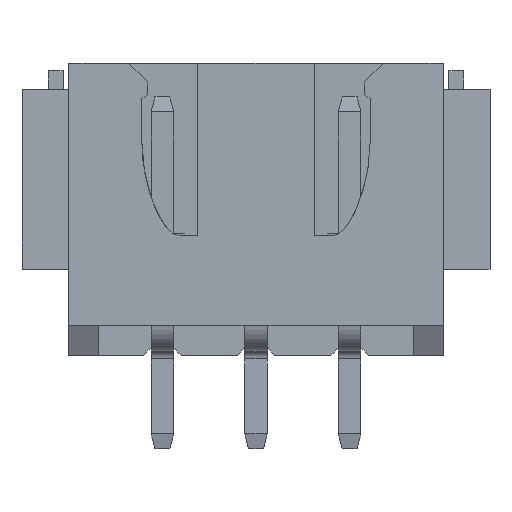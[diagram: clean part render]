
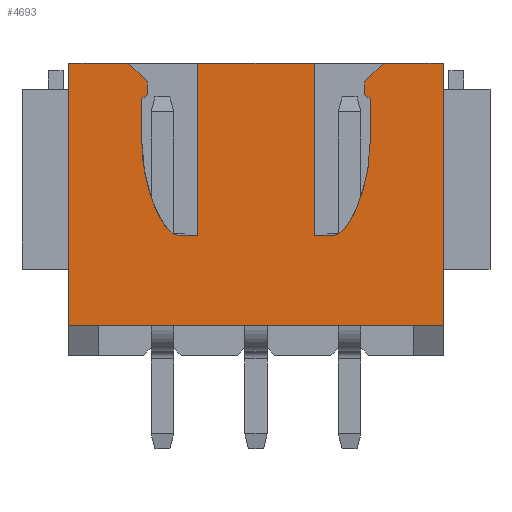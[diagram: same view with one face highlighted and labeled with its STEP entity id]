
A CAD part, left-side view. The second image highlights one B-rep face of the part: STEP entity #4693.
In plain terms, the highlighted planar face has unit normal (-1, 0, 0).
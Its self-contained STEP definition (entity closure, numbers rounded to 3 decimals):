
#1026=CARTESIAN_POINT('',(-2.25,2.05,3.2));
#1027=CARTESIAN_POINT('',(-2.25,2.086,3.2));
#1028=CARTESIAN_POINT('',(-2.25,2.145,3.215));
#1029=CARTESIAN_POINT('',(-2.25,2.241,3.264));
#1030=CARTESIAN_POINT('',(-2.25,2.338,3.349));
#1031=CARTESIAN_POINT('',(-2.25,2.438,3.468));
#1032=CARTESIAN_POINT('',(-2.25,2.554,3.644));
#1033=CARTESIAN_POINT('',(-2.25,2.677,3.885));
#1034=CARTESIAN_POINT('',(-2.25,2.799,4.201));
#1035=CARTESIAN_POINT('',(-2.25,2.9,4.538));
#1036=CARTESIAN_POINT('',(-2.25,3.004,5.017));
#1037=CARTESIAN_POINT('',(-2.25,3.05,5.408));
#1038=CARTESIAN_POINT('',(-2.25,3.05,5.7));
#1115=DIRECTION('',(0.,-1.,0.));
#1116=VECTOR('',#1115,3.1);
#1117=CARTESIAN_POINT('',(-2.25,1.55,7.8));
#1118=LINE('',#1117,#1116);
#1131=DIRECTION('',(0.,-1.,0.));
#1132=VECTOR('',#1131,1.6);
#1133=CARTESIAN_POINT('',(-2.25,-3.4,7.8));
#1134=LINE('',#1133,#1132);
#1139=DIRECTION('',(0.,-1.,0.));
#1140=VECTOR('',#1139,1.6);
#1141=CARTESIAN_POINT('',(-2.25,5.,7.8));
#1142=LINE('',#1141,#1140);
#1277=CARTESIAN_POINT('',(-2.25,-3.05,5.7));
#1278=CARTESIAN_POINT('',(-2.25,-3.05,5.408));
#1279=CARTESIAN_POINT('',(-2.25,-3.004,5.017));
#1280=CARTESIAN_POINT('',(-2.25,-2.9,4.538));
#1281=CARTESIAN_POINT('',(-2.25,-2.799,4.201));
#1282=CARTESIAN_POINT('',(-2.25,-2.677,3.885));
#1283=CARTESIAN_POINT('',(-2.25,-2.554,3.644));
#1284=CARTESIAN_POINT('',(-2.25,-2.438,3.468));
#1285=CARTESIAN_POINT('',(-2.25,-2.338,3.349));
#1286=CARTESIAN_POINT('',(-2.25,-2.241,3.264));
#1287=CARTESIAN_POINT('',(-2.25,-2.145,3.215));
#1288=CARTESIAN_POINT('',(-2.25,-2.086,3.2));
#1289=CARTESIAN_POINT('',(-2.25,-2.05,3.2));
#1299=DIRECTION('',(0.,0.707,-0.707));
#1300=VECTOR('',#1299,0.707);
#1301=CARTESIAN_POINT('',(-2.25,-3.4,7.8));
#1302=LINE('',#1301,#1300);
#1303=DIRECTION('',(0.,-1.,0.));
#1304=VECTOR('',#1303,10.);
#1305=CARTESIAN_POINT('',(-2.25,5.,0.8));
#1306=LINE('',#1305,#1304);
#1307=DIRECTION('',(0.,0.,1.));
#1308=VECTOR('',#1307,7.);
#1309=CARTESIAN_POINT('',(-2.25,5.,0.8));
#1310=LINE('',#1309,#1308);
#1311=DIRECTION('',(0.,0.707,0.707));
#1312=VECTOR('',#1311,0.707);
#1313=CARTESIAN_POINT('',(-2.25,2.9,7.3));
#1314=LINE('',#1313,#1312);
#1315=DIRECTION('',(0.,0.,-1.));
#1316=VECTOR('',#1315,0.34);
#1317=CARTESIAN_POINT('',(-2.25,2.9,7.3));
#1318=LINE('',#1317,#1316);
#1319=DIRECTION('',(0.,0.806,-0.591));
#1320=VECTOR('',#1319,0.186);
#1321=CARTESIAN_POINT('',(-2.25,2.9,6.96));
#1322=LINE('',#1321,#1320);
#1323=DIRECTION('',(0.,0.,-1.));
#1324=VECTOR('',#1323,1.15);
#1325=CARTESIAN_POINT('',(-2.25,3.05,6.85));
#1326=LINE('',#1325,#1324);
#1327=DIRECTION('',(0.,-1.,0.));
#1328=VECTOR('',#1327,0.5);
#1329=CARTESIAN_POINT('',(-2.25,2.05,3.2));
#1330=LINE('',#1329,#1328);
#1331=DIRECTION('',(0.,0.,-1.));
#1332=VECTOR('',#1331,4.6);
#1333=CARTESIAN_POINT('',(-2.25,1.55,7.8));
#1334=LINE('',#1333,#1332);
#1335=DIRECTION('',(0.,0.,-1.));
#1336=VECTOR('',#1335,4.6);
#1337=CARTESIAN_POINT('',(-2.25,-1.55,7.8));
#1338=LINE('',#1337,#1336);
#1339=DIRECTION('',(0.,-1.,0.));
#1340=VECTOR('',#1339,0.5);
#1341=CARTESIAN_POINT('',(-2.25,-1.55,3.2));
#1342=LINE('',#1341,#1340);
#1343=DIRECTION('',(0.,0.,1.));
#1344=VECTOR('',#1343,1.15);
#1345=CARTESIAN_POINT('',(-2.25,-3.05,5.7));
#1346=LINE('',#1345,#1344);
#1347=DIRECTION('',(0.,0.806,0.591));
#1348=VECTOR('',#1347,0.186);
#1349=CARTESIAN_POINT('',(-2.25,-3.05,6.85));
#1350=LINE('',#1349,#1348);
#1351=DIRECTION('',(0.,0.,-1.));
#1352=VECTOR('',#1351,0.34);
#1353=CARTESIAN_POINT('',(-2.25,-2.9,7.3));
#1354=LINE('',#1353,#1352);
#1375=DIRECTION('',(0.,0.,1.));
#1376=VECTOR('',#1375,7.);
#1377=CARTESIAN_POINT('',(-2.25,-5.,0.8));
#1378=LINE('',#1377,#1376);
#2293=CARTESIAN_POINT('',(-2.25,5.,0.8));
#2294=CARTESIAN_POINT('',(-2.25,-5.,0.8));
#2295=VERTEX_POINT('',#2293);
#2296=VERTEX_POINT('',#2294);
#2305=CARTESIAN_POINT('',(-2.25,5.,7.8));
#2306=VERTEX_POINT('',#2305);
#2307=CARTESIAN_POINT('',(-2.25,-5.,7.8));
#2308=VERTEX_POINT('',#2307);
#2385=CARTESIAN_POINT('',(-2.25,-1.55,7.8));
#2387=VERTEX_POINT('',#2385);
#2389=CARTESIAN_POINT('',(-2.25,1.55,7.8));
#2391=VERTEX_POINT('',#2389);
#2393=CARTESIAN_POINT('',(-2.25,-1.55,3.2));
#2394=VERTEX_POINT('',#2393);
#2395=CARTESIAN_POINT('',(-2.25,-3.05,6.85));
#2396=CARTESIAN_POINT('',(-2.25,-2.9,6.96));
#2397=VERTEX_POINT('',#2395);
#2398=VERTEX_POINT('',#2396);
#2399=CARTESIAN_POINT('',(-2.25,2.9,6.96));
#2400=CARTESIAN_POINT('',(-2.25,3.05,6.85));
#2401=VERTEX_POINT('',#2399);
#2402=VERTEX_POINT('',#2400);
#2403=CARTESIAN_POINT('',(-2.25,1.55,3.2));
#2404=VERTEX_POINT('',#2403);
#2417=CARTESIAN_POINT('',(-2.25,-3.05,5.7));
#2419=VERTEX_POINT('',#2417);
#2421=CARTESIAN_POINT('',(-2.25,3.05,5.7));
#2423=VERTEX_POINT('',#2421);
#2425=CARTESIAN_POINT('',(-2.25,-2.05,3.2));
#2426=VERTEX_POINT('',#2425);
#2427=CARTESIAN_POINT('',(-2.25,2.05,3.2));
#2428=VERTEX_POINT('',#2427);
#2429=CARTESIAN_POINT('',(-2.25,-3.4,7.8));
#2430=CARTESIAN_POINT('',(-2.25,-2.9,7.3));
#2431=VERTEX_POINT('',#2429);
#2432=VERTEX_POINT('',#2430);
#2441=CARTESIAN_POINT('',(-2.25,2.9,7.3));
#2442=VERTEX_POINT('',#2441);
#2443=CARTESIAN_POINT('',(-2.25,3.4,7.8));
#2444=VERTEX_POINT('',#2443);
#4657=CARTESIAN_POINT('',(-2.25,5.,0.));
#4658=DIRECTION('',(-1.,0.,0.));
#4659=DIRECTION('',(0.,-1.,0.));
#4660=AXIS2_PLACEMENT_3D('',#4657,#4658,#4659);
#4661=PLANE('',#4660);
#4663=ORIENTED_EDGE('',*,*,#4662,.F.);
#4664=ORIENTED_EDGE('',*,*,#4373,.T.);
#4666=ORIENTED_EDGE('',*,*,#4665,.F.);
#4667=ORIENTED_EDGE('',*,*,#3320,.F.);
#4669=ORIENTED_EDGE('',*,*,#4668,.T.);
#4670=ORIENTED_EDGE('',*,*,#4385,.T.);
#4672=ORIENTED_EDGE('',*,*,#4671,.F.);
#4674=ORIENTED_EDGE('',*,*,#4673,.T.);
#4676=ORIENTED_EDGE('',*,*,#4675,.T.);
#4678=ORIENTED_EDGE('',*,*,#4677,.T.);
#4679=ORIENTED_EDGE('',*,*,#4266,.F.);
#4680=ORIENTED_EDGE('',*,*,#4297,.T.);
#4681=ORIENTED_EDGE('',*,*,#4310,.F.);
#4682=ORIENTED_EDGE('',*,*,#4356,.T.);
#4684=ORIENTED_EDGE('',*,*,#4683,.T.);
#4685=ORIENTED_EDGE('',*,*,#4598,.T.);
#4686=ORIENTED_EDGE('',*,*,#4623,.F.);
#4687=ORIENTED_EDGE('',*,*,#4638,.T.);
#4688=ORIENTED_EDGE('',*,*,#4648,.T.);
#4690=ORIENTED_EDGE('',*,*,#4689,.F.);
#4691=EDGE_LOOP('',(#4663,#4664,#4666,#4667,#4669,#4670,#4672,#4674,#4676,#4678,
#4679,#4680,#4681,#4682,#4684,#4685,#4686,#4687,#4688,#4690));
#4692=FACE_OUTER_BOUND('',#4691,.F.);
#1039=B_SPLINE_CURVE_WITH_KNOTS('',3,(#1026,#1027,#1028,#1029,#1030,#1031,#1032,
#1033,#1034,#1035,#1036,#1037,#1038),.UNSPECIFIED.,.F.,.F.,(4,1,1,1,1,1,1,1,1,1,
4),(0.,0.031,0.063,0.125,0.188,0.25,0.375,0.5,0.625,0.75,
1.),.UNSPECIFIED.);
#1290=B_SPLINE_CURVE_WITH_KNOTS('',3,(#1277,#1278,#1279,#1280,#1281,#1282,#1283,
#1284,#1285,#1286,#1287,#1288,#1289),.UNSPECIFIED.,.F.,.F.,(4,1,1,1,1,1,1,1,1,1,
4),(0.,0.25,0.375,0.5,0.625,0.75,0.813,0.875,0.938,
0.969,1.),.UNSPECIFIED.);
#3320=EDGE_CURVE('',#2295,#2296,#1306,.T.);
#4266=EDGE_CURVE('',#2428,#2423,#1039,.T.);
#4297=EDGE_CURVE('',#2428,#2404,#1330,.T.);
#4310=EDGE_CURVE('',#2391,#2404,#1334,.T.);
#4356=EDGE_CURVE('',#2391,#2387,#1118,.T.);
#4373=EDGE_CURVE('',#2431,#2308,#1134,.T.);
#4385=EDGE_CURVE('',#2306,#2444,#1142,.T.);
#4598=EDGE_CURVE('',#2394,#2426,#1342,.T.);
#4623=EDGE_CURVE('',#2419,#2426,#1290,.T.);
#4638=EDGE_CURVE('',#2419,#2397,#1346,.T.);
#4648=EDGE_CURVE('',#2397,#2398,#1350,.T.);
#4662=EDGE_CURVE('',#2431,#2432,#1302,.T.);
#4665=EDGE_CURVE('',#2296,#2308,#1378,.T.);
#4668=EDGE_CURVE('',#2295,#2306,#1310,.T.);
#4671=EDGE_CURVE('',#2442,#2444,#1314,.T.);
#4673=EDGE_CURVE('',#2442,#2401,#1318,.T.);
#4675=EDGE_CURVE('',#2401,#2402,#1322,.T.);
#4677=EDGE_CURVE('',#2402,#2423,#1326,.T.);
#4683=EDGE_CURVE('',#2387,#2394,#1338,.T.);
#4689=EDGE_CURVE('',#2432,#2398,#1354,.T.);
#4693=ADVANCED_FACE('',(#4692),#4661,.T.);
